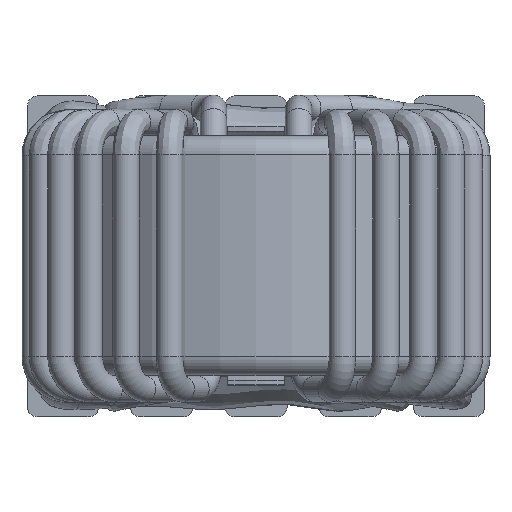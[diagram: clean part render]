
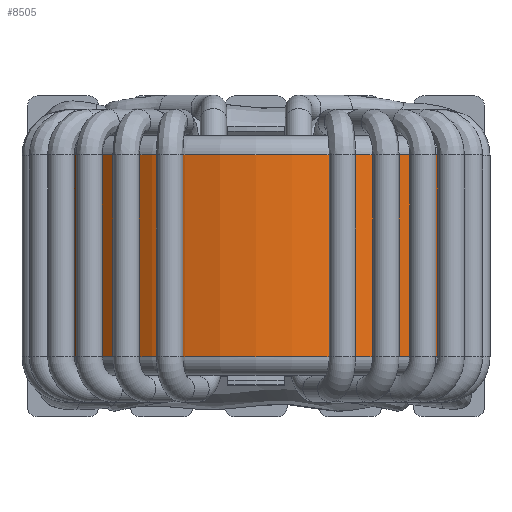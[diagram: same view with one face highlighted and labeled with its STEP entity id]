
A CAD part, top view. The second image highlights one B-rep face of the part: STEP entity #8505.
In plain terms, the highlighted cylindrical face has radius 11 mm (diameter 22 mm), a full revolution.
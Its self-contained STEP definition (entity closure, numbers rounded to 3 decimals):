
#941=CYLINDRICAL_SURFACE('',#9042,11.);
#1272=ORIENTED_EDGE('',*,*,#2677,.T.);
#1273=ORIENTED_EDGE('',*,*,#2678,.T.);
#2677=EDGE_CURVE('',#3429,#3429,#4003,.T.);
#2678=EDGE_CURVE('',#3430,#3430,#4004,.F.);
#3429=VERTEX_POINT('',#17407);
#3430=VERTEX_POINT('',#17409);
#4003=CIRCLE('',#9043,11.);
#4004=CIRCLE('',#9044,11.);
#4476=EDGE_LOOP('',(#1272));
#4477=EDGE_LOOP('',(#1273));
#5146=FACE_BOUND('',#4476,.T.);
#5147=FACE_BOUND('',#4477,.T.);
#8505=ADVANCED_FACE('',(#5146,#5147),#941,.T.);
#9042=AXIS2_PLACEMENT_3D('',#17405,#9952,#9953);
#9043=AXIS2_PLACEMENT_3D('',#17406,#9954,#9955);
#9044=AXIS2_PLACEMENT_3D('',#17408,#9956,#9957);
#9952=DIRECTION('',(0.,1.,0.));
#9953=DIRECTION('',(0.,0.,1.));
#9954=DIRECTION('',(0.,1.,0.));
#9955=DIRECTION('',(0.,0.,1.));
#9956=DIRECTION('',(0.,1.,0.));
#9957=DIRECTION('',(0.,0.,1.));
#17405=CARTESIAN_POINT('',(0.,-6.35,15.1));
#17406=CARTESIAN_POINT('',(0.,-5.35,15.1));
#17407=CARTESIAN_POINT('',(0.,-5.35,26.1));
#17408=CARTESIAN_POINT('',(0.,5.35,15.1));
#17409=CARTESIAN_POINT('',(0.,5.35,26.1));
